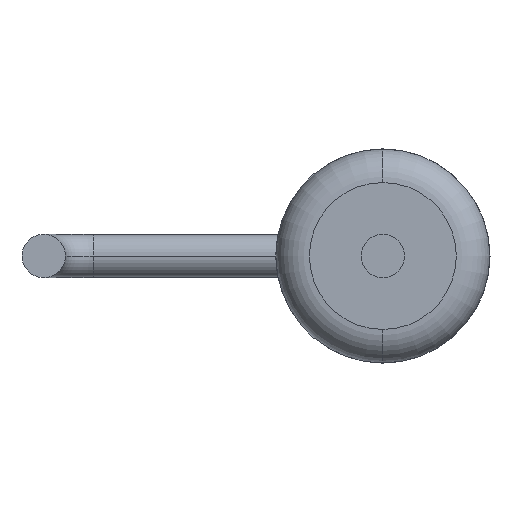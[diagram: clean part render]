
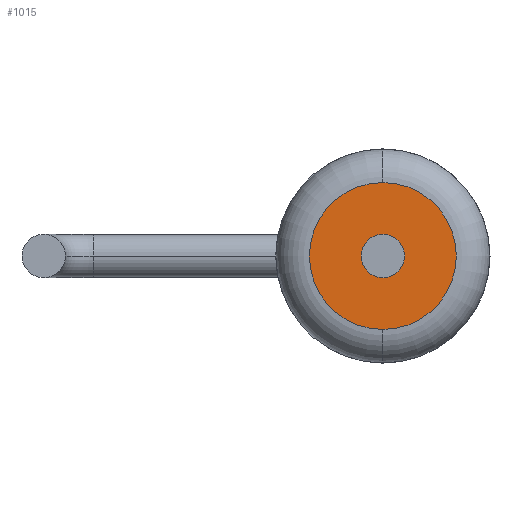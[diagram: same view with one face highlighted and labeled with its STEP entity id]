
A CAD part, front view. The second image highlights one B-rep face of the part: STEP entity #1015.
In plain terms, the highlighted planar face has unit normal (0, -1, 0).
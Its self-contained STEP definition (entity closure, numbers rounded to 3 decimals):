
#13 = CARTESIAN_POINT ( 'NONE',  ( 0., 0.5, 0. ) ) ;
#47 = CARTESIAN_POINT ( 'NONE',  ( 0., 0.5, -0.325 ) ) ;
#74 = EDGE_CURVE ( 'NONE', #1063, #85, #418, .T. ) ;
#85 = VERTEX_POINT ( 'NONE', #343 ) ;
#105 = DIRECTION ( 'NONE',  ( 0., -1., 0. ) ) ;
#129 = DIRECTION ( 'NONE',  ( 0., -1., 0. ) ) ;
#139 = ORIENTED_EDGE ( 'NONE', *, *, #499, .T. ) ;
#140 = ORIENTED_EDGE ( 'NONE', *, *, #74, .F. ) ;
#150 = CIRCLE ( 'NONE', #769, 0.325 ) ;
#171 = VERTEX_POINT ( 'NONE', #707 ) ;
#214 = PLANE ( 'NONE',  #335 ) ;
#220 = DIRECTION ( 'NONE',  ( 0., 0., -1. ) ) ;
#225 = DIRECTION ( 'NONE',  ( 0., -1., 0. ) ) ;
#281 = ORIENTED_EDGE ( 'NONE', *, *, #402, .T. ) ;
#335 = AXIS2_PLACEMENT_3D ( 'NONE', #466, #225, #741 ) ;
#343 = CARTESIAN_POINT ( 'NONE',  ( 0., 0.5, 0.325 ) ) ;
#356 = CARTESIAN_POINT ( 'NONE',  ( 0., 0.5, -1.1 ) ) ;
#358 = CIRCLE ( 'NONE', #695, 1.1 ) ;
#402 = EDGE_CURVE ( 'NONE', #963, #171, #644, .T. ) ;
#418 = CIRCLE ( 'NONE', #1125, 0.325 ) ;
#451 = DIRECTION ( 'NONE',  ( 0., -1., 0. ) ) ;
#466 = CARTESIAN_POINT ( 'NONE',  ( 1.1, 0.5, 0. ) ) ;
#499 = EDGE_CURVE ( 'NONE', #171, #963, #358, .T. ) ;
#514 = EDGE_CURVE ( 'NONE', #85, #1063, #150, .T. ) ;
#539 = CARTESIAN_POINT ( 'NONE',  ( 0., 0.5, 0. ) ) ;
#572 = FACE_OUTER_BOUND ( 'NONE', #1080, .T. ) ;
#644 = CIRCLE ( 'NONE', #1078, 1.1 ) ;
#695 = AXIS2_PLACEMENT_3D ( 'NONE', #920, #129, #1012 ) ;
#696 = DIRECTION ( 'NONE',  ( 0., 0., -1. ) ) ;
#707 = CARTESIAN_POINT ( 'NONE',  ( 0., 0.5, 1.1 ) ) ;
#741 = DIRECTION ( 'NONE',  ( 0., 0., -1. ) ) ;
#751 = CARTESIAN_POINT ( 'NONE',  ( 0., 0.5, 0. ) ) ;
#769 = AXIS2_PLACEMENT_3D ( 'NONE', #751, #451, #220 ) ;
#791 = DIRECTION ( 'NONE',  ( 0., -1., 0. ) ) ;
#820 = DIRECTION ( 'NONE',  ( 0., 0., -1. ) ) ;
#920 = CARTESIAN_POINT ( 'NONE',  ( 0., 0.5, 0. ) ) ;
#955 = ORIENTED_EDGE ( 'NONE', *, *, #514, .F. ) ;
#963 = VERTEX_POINT ( 'NONE', #356 ) ;
#967 = EDGE_LOOP ( 'NONE', ( #140, #955 ) ) ;
#1006 = FACE_BOUND ( 'NONE', #967, .T. ) ;
#1012 = DIRECTION ( 'NONE',  ( 0., 0., -1. ) ) ;
#1015 = ADVANCED_FACE ( 'NONE', ( #1006, #572 ), #214, .T. ) ;
#1063 = VERTEX_POINT ( 'NONE', #47 ) ;
#1078 = AXIS2_PLACEMENT_3D ( 'NONE', #539, #105, #820 ) ;
#1080 = EDGE_LOOP ( 'NONE', ( #281, #139 ) ) ;
#1125 = AXIS2_PLACEMENT_3D ( 'NONE', #13, #791, #696 ) ;
